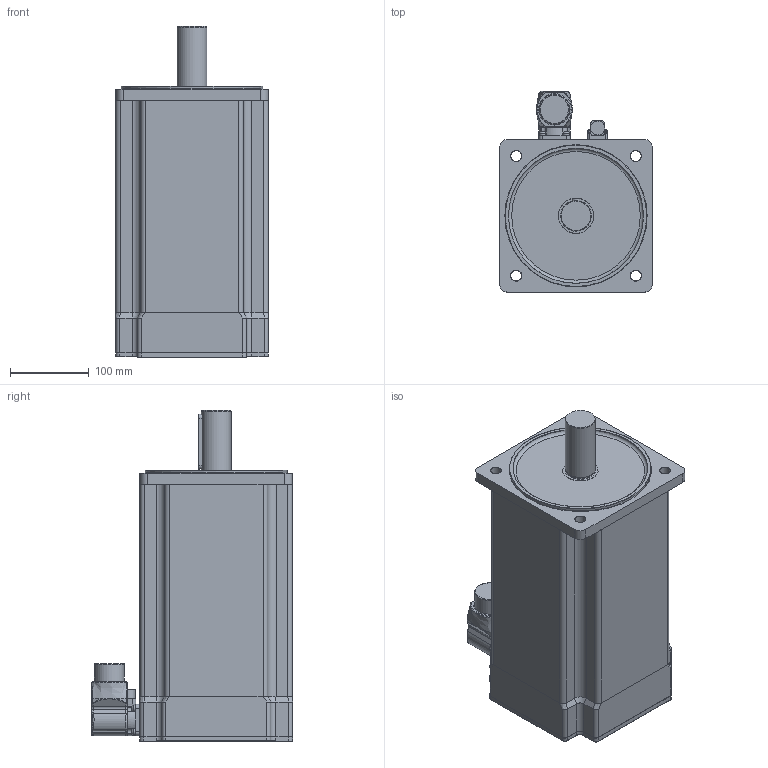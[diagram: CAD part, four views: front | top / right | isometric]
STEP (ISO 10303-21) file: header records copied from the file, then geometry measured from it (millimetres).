
FILE_DESCRIPTION((''),'2;1');
FILE_NAME('BM190Mxx1x12xx00H_30.06.2014.stp','2014-06-30T13:24:38',('KathrinV'),(''),'Autodesk Inventor 2013','Autodesk Inventor 2013','');
FILE_SCHEMA(('AUTOMOTIVE_DESIGN { 1 0 10303 214 1 1 1 1 }'));
Length unit declared in the file: millimetre
Products named in the file (5): BM190-KEB-VM-01; BM190-KEB-VM-00; Intercontec-CED_271_0020; DIN 6885-A10x8x70; Intercontec-EEDC201NN00000805000
Assembly tree (4 placements, depth 2):
  BM190-KEB-VM-01
    BM190-KEB-VM-00
    Intercontec-CED_271_0020
    DIN 6885-A10x8x70
    Intercontec-EEDC201NN00000805000
Bounding box: 194 x 255.6 x 421.5 mm (x, y, z)
Volume: 11870880.2 mm3; surface area: 370912.9 mm2
Topology: 4 solids, 4 shells, 437 faces, 1031 edges, 593 vertices
Faces by surface type: cylinder 161, plane 124, bspline 75, torus 60, cone 13, sphere 4
Full cylindrical faces by diameter (mm): 4.5 x2, 8 x4, 13.5 x4, 18 x1, 20.1 x2, 28.025 x1, 32.1 x1, 37.4 x1, 38 x2, 45 x1, 180 x1
Entity records: 14957 total; most frequent: CARTESIAN_POINT 5087, DIRECTION 2005, ORIENTED_EDGE 1918, EDGE_CURVE 959, AXIS2_PLACEMENT_3D 808, VERTEX_POINT 591, EDGE_LOOP 506, FACE_OUTER_BOUND 437
